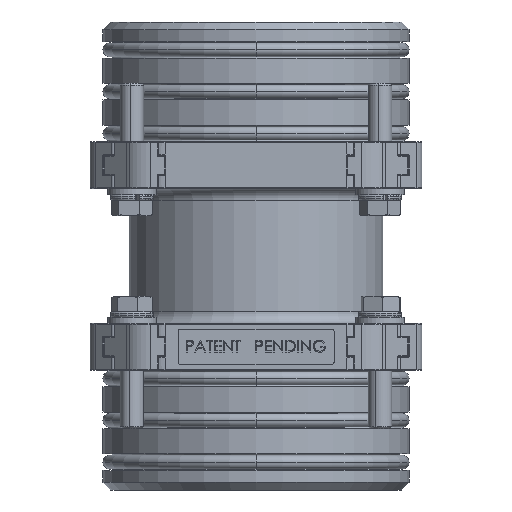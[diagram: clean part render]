
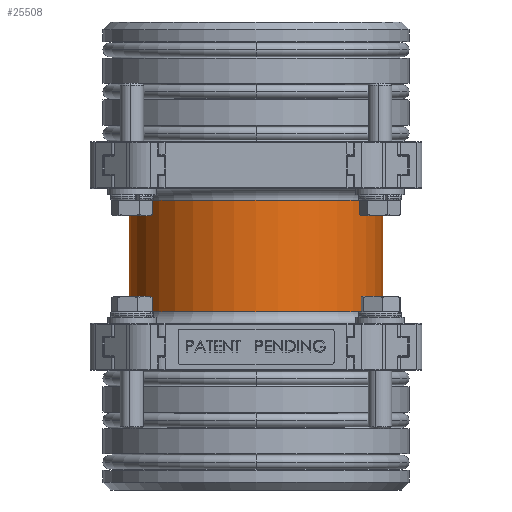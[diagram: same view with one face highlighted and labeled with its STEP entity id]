
A CAD part, front view. The second image highlights one B-rep face of the part: STEP entity #25508.
In plain terms, the highlighted cylindrical face has radius 32.5 mm (diameter 65 mm), a partial arc.
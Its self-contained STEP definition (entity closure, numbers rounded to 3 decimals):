
#3997 = VERTEX_POINT ( 'NONE', #6802 ) ;
#4232 = AXIS2_PLACEMENT_3D ( 'NONE', #17374, #32545, #29988 ) ;
#4636 = ORIENTED_EDGE ( 'NONE', *, *, #11177, .T. ) ;
#6597 = DIRECTION ( 'NONE',  ( 0., 0., -1. ) ) ;
#6791 = CARTESIAN_POINT ( 'NONE',  ( -32.5, 0., -14.25 ) ) ;
#6802 = CARTESIAN_POINT ( 'NONE',  ( 32.5, 0., 14.25 ) ) ;
#8913 = CARTESIAN_POINT ( 'NONE',  ( 0., 0., -14.25 ) ) ;
#9703 = VERTEX_POINT ( 'NONE', #6791 ) ;
#11177 = EDGE_CURVE ( 'NONE', #21984, #3997, #13199, .T. ) ;
#11455 = DIRECTION ( 'NONE',  ( -1., 0., 0. ) ) ;
#13199 = LINE ( 'NONE', #21258, #26721 ) ;
#14799 = VERTEX_POINT ( 'NONE', #14893 ) ;
#14893 = CARTESIAN_POINT ( 'NONE',  ( -32.5, 0., 14.25 ) ) ;
#14970 = VECTOR ( 'NONE', #25906, 1000. ) ;
#15779 = ORIENTED_EDGE ( 'NONE', *, *, #25751, .F. ) ;
#17374 = CARTESIAN_POINT ( 'NONE',  ( 0., 0., 60. ) ) ;
#17543 = CIRCLE ( 'NONE', #18765, 32.5 ) ;
#17617 = CARTESIAN_POINT ( 'NONE',  ( 32.5, 0., -14.25 ) ) ;
#18765 = AXIS2_PLACEMENT_3D ( 'NONE', #8913, #26677, #11455 ) ;
#19604 = EDGE_CURVE ( 'NONE', #3997, #14799, #29543, .T. ) ;
#21258 = CARTESIAN_POINT ( 'NONE',  ( 32.5, 0., 60. ) ) ;
#21814 = CARTESIAN_POINT ( 'NONE',  ( 0., 0., 14.25 ) ) ;
#21984 = VERTEX_POINT ( 'NONE', #17617 ) ;
#22153 = CYLINDRICAL_SURFACE ( 'NONE', #4232, 32.5 ) ;
#22950 = FACE_OUTER_BOUND ( 'NONE', #25312, .T. ) ;
#23331 = LINE ( 'NONE', #30974, #14970 ) ;
#23727 = ORIENTED_EDGE ( 'NONE', *, *, #29802, .T. ) ;
#24363 = DIRECTION ( 'NONE',  ( 1., 0., 0. ) ) ;
#25312 = EDGE_LOOP ( 'NONE', ( #15779, #23727, #4636, #29613 ) ) ;
#25508 = ADVANCED_FACE ( 'NONE', ( #22950 ), #22153, .T. ) ;
#25751 = EDGE_CURVE ( 'NONE', #9703, #14799, #23331, .T. ) ;
#25906 = DIRECTION ( 'NONE',  ( 0., 0., 1. ) ) ;
#26677 = DIRECTION ( 'NONE',  ( 0., 0., 1. ) ) ;
#26721 = VECTOR ( 'NONE', #28769, 1000. ) ;
#28769 = DIRECTION ( 'NONE',  ( 0., 0., 1. ) ) ;
#29543 = CIRCLE ( 'NONE', #29593, 32.5 ) ;
#29593 = AXIS2_PLACEMENT_3D ( 'NONE', #21814, #6597, #24363 ) ;
#29613 = ORIENTED_EDGE ( 'NONE', *, *, #19604, .T. ) ;
#29802 = EDGE_CURVE ( 'NONE', #9703, #21984, #17543, .T. ) ;
#29988 = DIRECTION ( 'NONE',  ( 1., 0., 0. ) ) ;
#30974 = CARTESIAN_POINT ( 'NONE',  ( -32.5, 0., 60. ) ) ;
#32545 = DIRECTION ( 'NONE',  ( 0., 0., 1. ) ) ;
